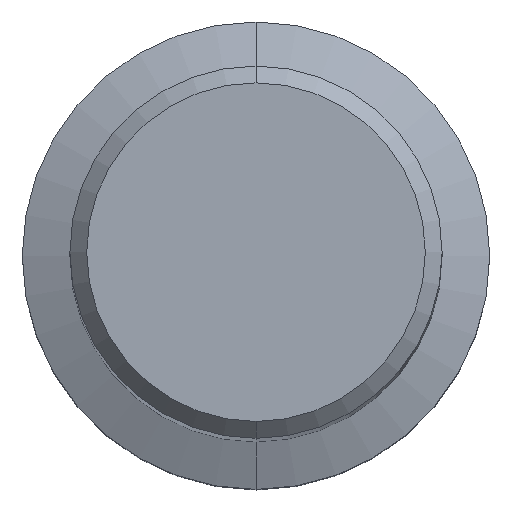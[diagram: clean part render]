
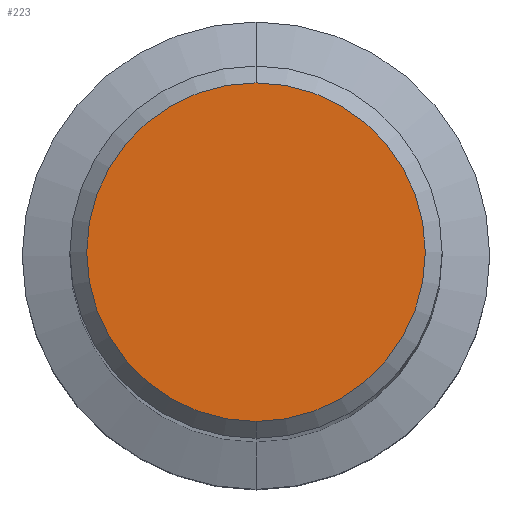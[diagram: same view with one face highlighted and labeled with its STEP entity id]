
A CAD part, top view. The second image highlights one B-rep face of the part: STEP entity #223.
In plain terms, the highlighted planar face has unit normal (0, 0, 1).
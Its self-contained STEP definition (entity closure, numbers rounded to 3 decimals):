
#177=VERTEX_POINT('',#379);
#223=ADVANCED_FACE('',(#433),#434,.T.);
#229=EDGE_CURVE('',#269,#177,#441,.T.);
#261=EDGE_CURVE('',#177,#269,#478,.T.);
#269=VERTEX_POINT('',#489);
#379=CARTESIAN_POINT('',(0.,-8.05,0.0));
#433=FACE_OUTER_BOUND('',#682,.T.);
#434=PLANE('',#683);
#441=CIRCLE('',#691,8.05);
#478=CIRCLE('',#738,8.05);
#489=CARTESIAN_POINT('',(0.0,8.05,0.0));
#682=EDGE_LOOP('',(#931,#932));
#683=AXIS2_PLACEMENT_3D('',#933,#934,#935);
#691=AXIS2_PLACEMENT_3D('',#944,#945,#946);
#738=AXIS2_PLACEMENT_3D('',#1002,#1003,#1004);
#931=ORIENTED_EDGE('',*,*,#229,.F.);
#932=ORIENTED_EDGE('',*,*,#261,.F.);
#933=CARTESIAN_POINT('',(0.0,4.025,0.0));
#934=DIRECTION('',(-0.0,0.0,1.0));
#935=DIRECTION('',(0.0,-1.0,0.0));
#944=CARTESIAN_POINT('',(0.0,0.0,0.0));
#945=DIRECTION('',(0.0,0.0,-1.0));
#946=DIRECTION('',(0.0,1.0,0.0));
#1002=CARTESIAN_POINT('',(0.0,0.0,0.0));
#1003=DIRECTION('',(0.0,0.0,-1.0));
#1004=DIRECTION('',(0.0,1.0,0.0));
